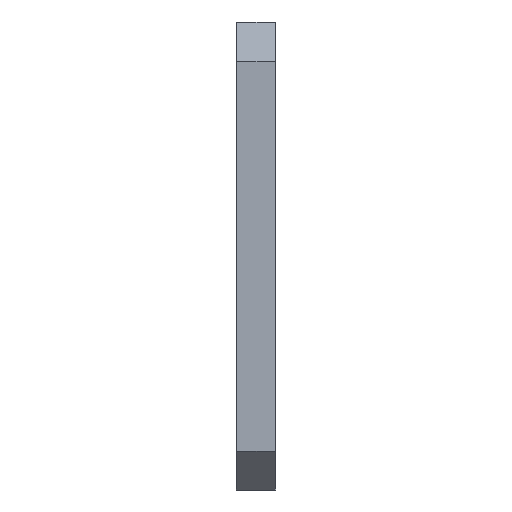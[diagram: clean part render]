
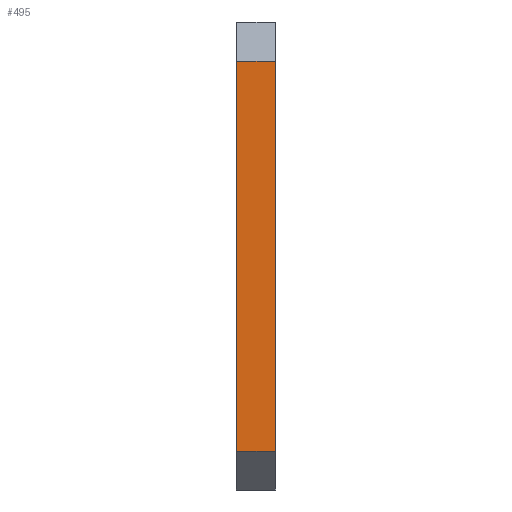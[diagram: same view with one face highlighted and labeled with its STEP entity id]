
A CAD part, left-side view. The second image highlights one B-rep face of the part: STEP entity #495.
In plain terms, the highlighted planar face has unit normal (-1, 0, 0).
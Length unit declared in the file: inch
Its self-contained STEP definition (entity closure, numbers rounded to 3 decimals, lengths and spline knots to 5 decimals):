
#72 = EDGE_CURVE ( 'NONE', #613, #522, #845, .T. ) ;
#131 = CARTESIAN_POINT ( 'NONE',  ( 0., 0.125, -1.375 ) ) ;
#136 = DIRECTION ( 'NONE',  ( 0., 0., 1. ) ) ;
#150 = CARTESIAN_POINT ( 'NONE',  ( 0., 0., 0. ) ) ;
#193 = CARTESIAN_POINT ( 'NONE',  ( 0., 0., -1.375 ) ) ;
#195 = FACE_OUTER_BOUND ( 'NONE', #873, .T. ) ;
#219 = CARTESIAN_POINT ( 'NONE',  ( 0., 0.125, -0.125 ) ) ;
#239 = DIRECTION ( 'NONE',  ( 0., 0., 1. ) ) ;
#249 = EDGE_CURVE ( 'NONE', #676, #522, #412, .T. ) ;
#267 = CARTESIAN_POINT ( 'NONE',  ( 0., 0.125, 0. ) ) ;
#350 = VECTOR ( 'NONE', #136, 39.37008 ) ;
#371 = EDGE_CURVE ( 'NONE', #832, #676, #382, .T. ) ;
#382 = LINE ( 'NONE', #150, #350 ) ;
#398 = VECTOR ( 'NONE', #239, 39.37008 ) ;
#410 = VECTOR ( 'NONE', #628, 39.37008 ) ;
#412 = LINE ( 'NONE', #534, #410 ) ;
#413 = DIRECTION ( 'NONE',  ( 1., 0., 0. ) ) ;
#495 = ADVANCED_FACE ( 'NONE', ( #195 ), #800, .F. ) ;
#510 = ORIENTED_EDGE ( 'NONE', *, *, #842, .T. ) ;
#511 = ORIENTED_EDGE ( 'NONE', *, *, #72, .F. ) ;
#522 = VERTEX_POINT ( 'NONE', #219 ) ;
#531 = ORIENTED_EDGE ( 'NONE', *, *, #249, .T. ) ;
#534 = CARTESIAN_POINT ( 'NONE',  ( 0., 0.125, -0.125 ) ) ;
#546 = ORIENTED_EDGE ( 'NONE', *, *, #371, .T. ) ;
#613 = VERTEX_POINT ( 'NONE', #784 ) ;
#624 = VECTOR ( 'NONE', #835, 39.37008 ) ;
#628 = DIRECTION ( 'NONE',  ( 0., 1., 0. ) ) ;
#637 = LINE ( 'NONE', #131, #624 ) ;
#663 = CARTESIAN_POINT ( 'NONE',  ( 0., 0., -0.125 ) ) ;
#676 = VERTEX_POINT ( 'NONE', #663 ) ;
#784 = CARTESIAN_POINT ( 'NONE',  ( 0., 0.125, -1.375 ) ) ;
#800 = PLANE ( 'NONE',  #844 ) ;
#832 = VERTEX_POINT ( 'NONE', #193 ) ;
#835 = DIRECTION ( 'NONE',  ( 0., -1., 0. ) ) ;
#842 = EDGE_CURVE ( 'NONE', #613, #832, #637, .T. ) ;
#844 = AXIS2_PLACEMENT_3D ( 'NONE', #875, #413, #923 ) ;
#845 = LINE ( 'NONE', #267, #398 ) ;
#873 = EDGE_LOOP ( 'NONE', ( #546, #531, #511, #510 ) ) ;
#875 = CARTESIAN_POINT ( 'NONE',  ( 0., 0.125, 0. ) ) ;
#923 = DIRECTION ( 'NONE',  ( 0., 0., -1. ) ) ;
